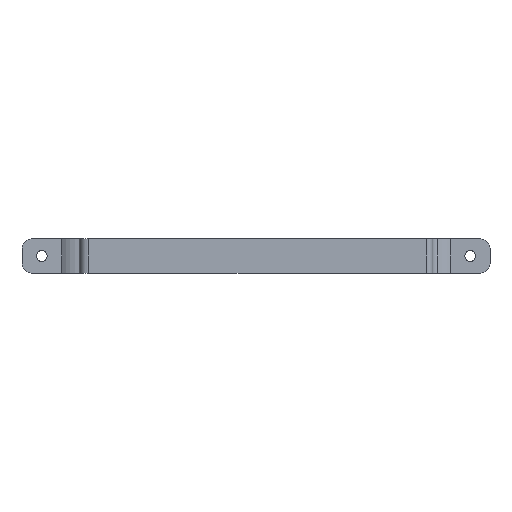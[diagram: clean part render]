
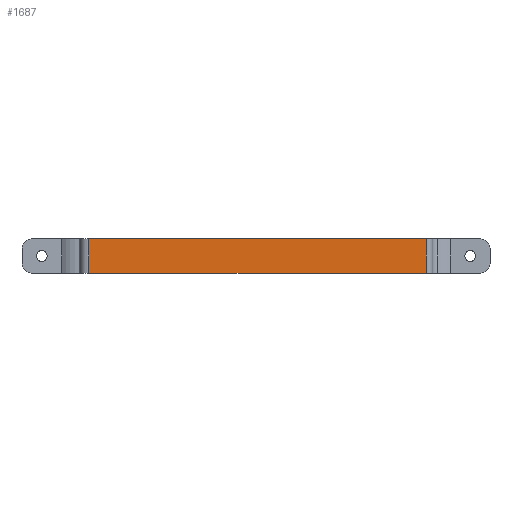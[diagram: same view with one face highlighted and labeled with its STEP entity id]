
A CAD part, left-side view. The second image highlights one B-rep face of the part: STEP entity #1687.
In plain terms, the highlighted planar face has unit normal (-1, 0, 0).
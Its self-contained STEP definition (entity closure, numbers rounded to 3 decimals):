
#23 = CARTESIAN_POINT ( 'NONE',  ( -15., -17., 11. ) ) ;
#200 = EDGE_LOOP ( 'NONE', ( #3191, #371, #734, #978 ) ) ;
#204 = DIRECTION ( 'NONE',  ( 0., 1., 0. ) ) ;
#272 = LINE ( 'NONE', #3458, #1756 ) ;
#288 = DIRECTION ( 'NONE',  ( 0., 0., -1. ) ) ;
#310 = CARTESIAN_POINT ( 'NONE',  ( -15., 57., 0. ) ) ;
#371 = ORIENTED_EDGE ( 'NONE', *, *, #3206, .T. ) ;
#614 = DIRECTION ( 'NONE',  ( 0., 1., 0. ) ) ;
#642 = DIRECTION ( 'NONE',  ( -1., 0., 0. ) ) ;
#679 = CARTESIAN_POINT ( 'NONE',  ( -15., -52., 11. ) ) ;
#734 = ORIENTED_EDGE ( 'NONE', *, *, #3678, .F. ) ;
#891 = VECTOR ( 'NONE', #288, 1000. ) ;
#978 = ORIENTED_EDGE ( 'NONE', *, *, #3326, .T. ) ;
#1042 = FACE_OUTER_BOUND ( 'NONE', #200, .T. ) ;
#1221 = CARTESIAN_POINT ( 'NONE',  ( -15., -17., 0. ) ) ;
#1346 = VECTOR ( 'NONE', #204, 1000. ) ;
#1463 = CARTESIAN_POINT ( 'NONE',  ( -15., 57., 11. ) ) ;
#1687 = ADVANCED_FACE ( 'NONE', ( #1042 ), #3794, .T. ) ;
#1756 = VECTOR ( 'NONE', #614, 1000. ) ;
#1809 = CARTESIAN_POINT ( 'NONE',  ( -15., -52., 0. ) ) ;
#2036 = LINE ( 'NONE', #310, #891 ) ;
#2182 = VERTEX_POINT ( 'NONE', #1809 ) ;
#2559 = VECTOR ( 'NONE', #3875, 1000. ) ;
#2750 = EDGE_CURVE ( 'NONE', #3221, #3704, #272, .T. ) ;
#2774 = DIRECTION ( 'NONE',  ( 0., 0., 1. ) ) ;
#2874 = CARTESIAN_POINT ( 'NONE',  ( -15., 57., 0. ) ) ;
#2937 = VERTEX_POINT ( 'NONE', #2874 ) ;
#3191 = ORIENTED_EDGE ( 'NONE', *, *, #2750, .T. ) ;
#3206 = EDGE_CURVE ( 'NONE', #3704, #2937, #2036, .T. ) ;
#3212 = LINE ( 'NONE', #1221, #1346 ) ;
#3221 = VERTEX_POINT ( 'NONE', #4186 ) ;
#3326 = EDGE_CURVE ( 'NONE', #2182, #3221, #3484, .T. ) ;
#3458 = CARTESIAN_POINT ( 'NONE',  ( -15., -17., 11. ) ) ;
#3484 = LINE ( 'NONE', #679, #2559 ) ;
#3678 = EDGE_CURVE ( 'NONE', #2182, #2937, #3212, .T. ) ;
#3704 = VERTEX_POINT ( 'NONE', #1463 ) ;
#3794 = PLANE ( 'NONE',  #3842 ) ;
#3842 = AXIS2_PLACEMENT_3D ( 'NONE', #23, #642, #2774 ) ;
#3875 = DIRECTION ( 'NONE',  ( 0., 0., 1. ) ) ;
#4186 = CARTESIAN_POINT ( 'NONE',  ( -15., -52., 11. ) ) ;
